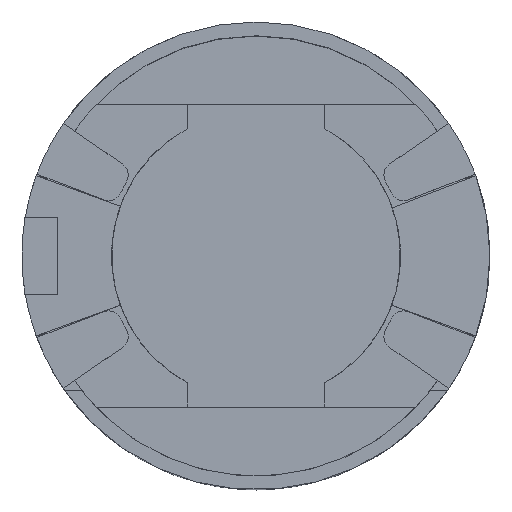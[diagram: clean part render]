
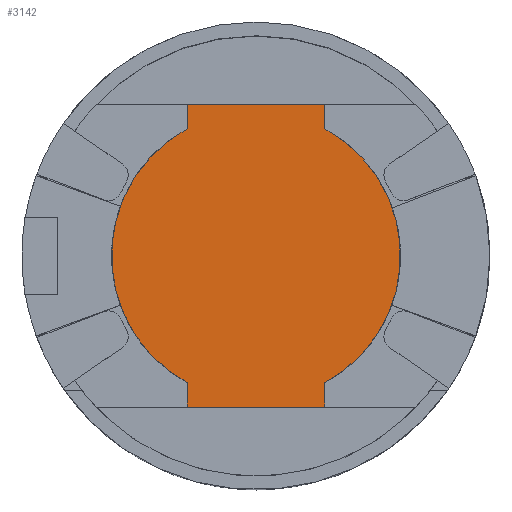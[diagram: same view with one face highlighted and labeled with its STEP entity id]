
A CAD part, top view. The second image highlights one B-rep face of the part: STEP entity #3142.
In plain terms, the highlighted planar face has unit normal (0, 0, 1).
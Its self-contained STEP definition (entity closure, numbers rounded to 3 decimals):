
#2746 = VERTEX_POINT('',#2747);
#2747 = CARTESIAN_POINT('',(2.5,5.5,2.));
#2753 = EDGE_CURVE('',#2746,#2754,#2756,.T.);
#2754 = VERTEX_POINT('',#2755);
#2755 = CARTESIAN_POINT('',(-2.5,5.5,2.));
#2756 = LINE('',#2757,#2758);
#2757 = CARTESIAN_POINT('',(2.5,5.5,2.));
#2758 = VECTOR('',#2759,1.);
#2759 = DIRECTION('',(-1.,0.,0.));
#2809 = VERTEX_POINT('',#2810);
#2810 = CARTESIAN_POINT('',(2.5,-5.5,2.));
#2816 = EDGE_CURVE('',#2809,#2817,#2819,.T.);
#2817 = VERTEX_POINT('',#2818);
#2818 = CARTESIAN_POINT('',(-2.5,-5.5,2.));
#2819 = LINE('',#2820,#2821);
#2820 = CARTESIAN_POINT('',(2.5,-5.5,2.));
#2821 = VECTOR('',#2822,1.);
#2822 = DIRECTION('',(-1.,0.,0.));
#2899 = EDGE_CURVE('',#2809,#2900,#2902,.T.);
#2900 = VERTEX_POINT('',#2901);
#2901 = CARTESIAN_POINT('',(2.5,-4.617,2.));
#2902 = LINE('',#2903,#2904);
#2903 = CARTESIAN_POINT('',(2.5,-5.5,2.));
#2904 = VECTOR('',#2905,1.);
#2905 = DIRECTION('',(0.,1.,0.));
#2924 = EDGE_CURVE('',#2900,#2925,#2927,.T.);
#2925 = VERTEX_POINT('',#2926);
#2926 = CARTESIAN_POINT('',(2.5,4.617,2.));
#2927 = CIRCLE('',#2928,5.25);
#2928 = AXIS2_PLACEMENT_3D('',#2929,#2930,#2931);
#2929 = CARTESIAN_POINT('',(0.,0.,2.));
#2930 = DIRECTION('',(0.,0.,1.));
#2931 = DIRECTION('',(1.,0.,0.));
#2990 = VERTEX_POINT('',#2991);
#2991 = CARTESIAN_POINT('',(-2.5,4.617,2.));
#2997 = EDGE_CURVE('',#2990,#2998,#3000,.T.);
#2998 = VERTEX_POINT('',#2999);
#2999 = CARTESIAN_POINT('',(-2.5,-4.617,2.));
#3000 = CIRCLE('',#3001,5.25);
#3001 = AXIS2_PLACEMENT_3D('',#3002,#3003,#3004);
#3002 = CARTESIAN_POINT('',(0.,0.,2.));
#3003 = DIRECTION('',(0.,0.,1.));
#3004 = DIRECTION('',(1.,0.,0.));
#3045 = EDGE_CURVE('',#2817,#2998,#3046,.T.);
#3046 = LINE('',#3047,#3048);
#3047 = CARTESIAN_POINT('',(-2.5,-5.5,2.));
#3048 = VECTOR('',#3049,1.);
#3049 = DIRECTION('',(0.,1.,0.));
#3079 = EDGE_CURVE('',#2754,#2990,#3080,.T.);
#3080 = LINE('',#3081,#3082);
#3081 = CARTESIAN_POINT('',(-2.5,5.5,2.));
#3082 = VECTOR('',#3083,1.);
#3083 = DIRECTION('',(0.,-1.,0.));
#3130 = EDGE_CURVE('',#2746,#2925,#3131,.T.);
#3131 = LINE('',#3132,#3133);
#3132 = CARTESIAN_POINT('',(2.5,5.5,2.));
#3133 = VECTOR('',#3134,1.);
#3134 = DIRECTION('',(0.,-1.,0.));
#3142 = ADVANCED_FACE('',(#3143),#3153,.T.);
#3143 = FACE_BOUND('',#3144,.T.);
#3144 = EDGE_LOOP('',(#3145,#3146,#3147,#3148,#3149,#3150,#3151,#3152));
#3145 = ORIENTED_EDGE('',*,*,#2753,.T.);
#3146 = ORIENTED_EDGE('',*,*,#3079,.T.);
#3147 = ORIENTED_EDGE('',*,*,#2997,.T.);
#3148 = ORIENTED_EDGE('',*,*,#3045,.F.);
#3149 = ORIENTED_EDGE('',*,*,#2816,.F.);
#3150 = ORIENTED_EDGE('',*,*,#2899,.T.);
#3151 = ORIENTED_EDGE('',*,*,#2924,.T.);
#3152 = ORIENTED_EDGE('',*,*,#3130,.F.);
#3153 = PLANE('',#3154);
#3154 = AXIS2_PLACEMENT_3D('',#3155,#3156,#3157);
#3155 = CARTESIAN_POINT('',(0.,0.,2.));
#3156 = DIRECTION('',(0.,0.,1.));
#3157 = DIRECTION('',(1.,0.,0.));
